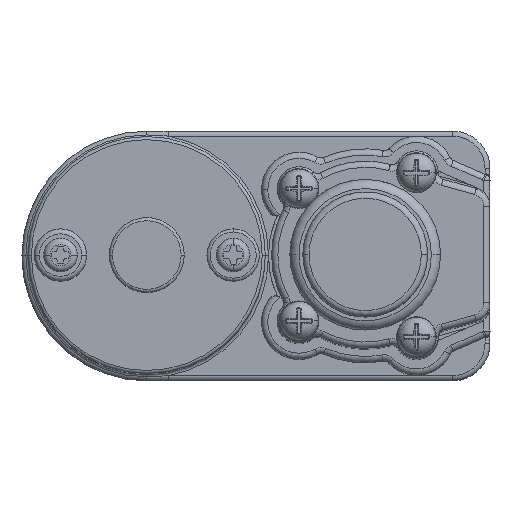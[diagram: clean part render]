
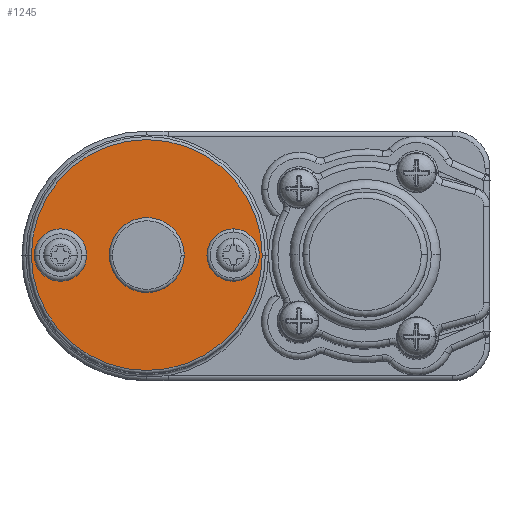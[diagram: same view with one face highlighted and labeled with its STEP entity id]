
A CAD part, top view. The second image highlights one B-rep face of the part: STEP entity #1245.
In plain terms, the highlighted planar face has unit normal (0, 0, 1).
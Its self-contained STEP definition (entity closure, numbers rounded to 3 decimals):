
#1 = VERTEX_POINT ( 'NONE', #7954 ) ;
#5 = EDGE_CURVE ( 'NONE', #1, #13821, #7949, .T. ) ;
#80 = VERTEX_POINT ( 'NONE', #8108 ) ;
#82 = EDGE_CURVE ( 'NONE', #80, #83, #8107, .T. ) ;
#83 = VERTEX_POINT ( 'NONE', #8102 ) ;
#1224 = ORIENTED_EDGE ( 'NONE', *, *, #1225, .F. ) ;
#1225 = EDGE_CURVE ( 'NONE', #20867, #9768, #10466, .T. ) ;
#1226 = ORIENTED_EDGE ( 'NONE', *, *, #9769, .F. ) ;
#1227 = EDGE_LOOP ( 'NONE', ( #1228, #1230 ) ) ;
#1228 = ORIENTED_EDGE ( 'NONE', *, *, #1229, .F. ) ;
#1229 = EDGE_CURVE ( 'NONE', #83, #80, #10461, .T. ) ;
#1230 = ORIENTED_EDGE ( 'NONE', *, *, #82, .F. ) ;
#1231 = EDGE_LOOP ( 'NONE', ( #1232, #1234 ) ) ;
#1232 = ORIENTED_EDGE ( 'NONE', *, *, #1233, .F. ) ;
#1233 = EDGE_CURVE ( 'NONE', #13821, #1, #10522, .T. ) ;
#1234 = ORIENTED_EDGE ( 'NONE', *, *, #5, .F. ) ;
#1245 = ADVANCED_FACE ( 'NONE', ( #10496, #10495, #10494, #10493 ), #10256, .T. ) ;
#1246 = EDGE_LOOP ( 'NONE', ( #1247, #1248 ) ) ;
#1247 = ORIENTED_EDGE ( 'NONE', *, *, #28204, .T. ) ;
#1248 = ORIENTED_EDGE ( 'NONE', *, *, #1249, .T. ) ;
#1249 = EDGE_CURVE ( 'NONE', #28201, #28207, #10556, .T. ) ;
#1250 = EDGE_LOOP ( 'NONE', ( #1224, #1226 ) ) ;
#7945 = DIRECTION ( 'NONE',  ( 1., 0., 0. ) ) ;
#7946 = DIRECTION ( 'NONE',  ( 0., 0., 1. ) ) ;
#7947 = CARTESIAN_POINT ( 'NONE',  ( 0., 0., 74.5 ) ) ;
#7948 = AXIS2_PLACEMENT_3D ( 'NONE', #7947, #7946, #7945 ) ;
#7949 = CIRCLE ( 'NONE', #7948, 6. ) ;
#7954 = CARTESIAN_POINT ( 'NONE',  ( 6., 0., 74.5 ) ) ;
#8102 = CARTESIAN_POINT ( 'NONE',  ( 14.839, 0., 74.5 ) ) ;
#8103 = DIRECTION ( 'NONE',  ( 1., 0., 0. ) ) ;
#8104 = DIRECTION ( 'NONE',  ( 0., 0., 1. ) ) ;
#8105 = CARTESIAN_POINT ( 'NONE',  ( 13.839, 0., 74.5 ) ) ;
#8106 = AXIS2_PLACEMENT_3D ( 'NONE', #8105, #8104, #8103 ) ;
#8107 = CIRCLE ( 'NONE', #8106, 1. ) ;
#8108 = CARTESIAN_POINT ( 'NONE',  ( 12.839, 0., 74.5 ) ) ;
#9768 = VERTEX_POINT ( 'NONE', #32315 ) ;
#9769 = EDGE_CURVE ( 'NONE', #9768, #20867, #32314, .T. ) ;
#10256 = PLANE ( 'NONE',  #10560 ) ;
#10461 = CIRCLE ( 'NONE', #10526, 1. ) ;
#10462 = DIRECTION ( 'NONE',  ( 1., 0., 0. ) ) ;
#10463 = DIRECTION ( 'NONE',  ( 0., 0., 1. ) ) ;
#10464 = CARTESIAN_POINT ( 'NONE',  ( -13.839, 0., 74.5 ) ) ;
#10465 = AXIS2_PLACEMENT_3D ( 'NONE', #10464, #10463, #10462 ) ;
#10466 = CIRCLE ( 'NONE', #10465, 4.2 ) ;
#10493 = FACE_BOUND ( 'NONE', #1231, .T. ) ;
#10494 = FACE_BOUND ( 'NONE', #1227, .T. ) ;
#10495 = FACE_BOUND ( 'NONE', #1250, .T. ) ;
#10496 = FACE_OUTER_BOUND ( 'NONE', #1246, .T. ) ;
#10518 = DIRECTION ( 'NONE',  ( 1., 0., 0. ) ) ;
#10519 = DIRECTION ( 'NONE',  ( 0., 0., 1. ) ) ;
#10520 = CARTESIAN_POINT ( 'NONE',  ( 0., 0., 74.5 ) ) ;
#10521 = AXIS2_PLACEMENT_3D ( 'NONE', #10520, #10519, #10518 ) ;
#10522 = CIRCLE ( 'NONE', #10521, 6. ) ;
#10523 = DIRECTION ( 'NONE',  ( 1., 0., 0. ) ) ;
#10524 = DIRECTION ( 'NONE',  ( 0., 0., 1. ) ) ;
#10525 = CARTESIAN_POINT ( 'NONE',  ( 13.839, 0., 74.5 ) ) ;
#10526 = AXIS2_PLACEMENT_3D ( 'NONE', #10525, #10524, #10523 ) ;
#10552 = DIRECTION ( 'NONE',  ( 1., 0., 0. ) ) ;
#10553 = DIRECTION ( 'NONE',  ( 0., 0., 1. ) ) ;
#10554 = CARTESIAN_POINT ( 'NONE',  ( 0., 0., 74.5 ) ) ;
#10555 = AXIS2_PLACEMENT_3D ( 'NONE', #10554, #10553, #10552 ) ;
#10556 = CIRCLE ( 'NONE', #10555, 18.5 ) ;
#10557 = DIRECTION ( 'NONE',  ( 1., 0., 0. ) ) ;
#10558 = DIRECTION ( 'NONE',  ( 0., 0., 1. ) ) ;
#10559 = CARTESIAN_POINT ( 'NONE',  ( 0., 0., 74.5 ) ) ;
#10560 = AXIS2_PLACEMENT_3D ( 'NONE', #10559, #10558, #10557 ) ;
#13821 = VERTEX_POINT ( 'NONE', #32348 ) ;
#20867 = VERTEX_POINT ( 'NONE', #32341 ) ;
#28201 = VERTEX_POINT ( 'NONE', #32484 ) ;
#28204 = EDGE_CURVE ( 'NONE', #28207, #28201, #32483, .T. ) ;
#28207 = VERTEX_POINT ( 'NONE', #32478 ) ;
#32310 = DIRECTION ( 'NONE',  ( 1., 0., 0. ) ) ;
#32311 = DIRECTION ( 'NONE',  ( 0., 0., 1. ) ) ;
#32312 = CARTESIAN_POINT ( 'NONE',  ( -13.839, 0., 74.5 ) ) ;
#32313 = AXIS2_PLACEMENT_3D ( 'NONE', #32312, #32311, #32310 ) ;
#32314 = CIRCLE ( 'NONE', #32313, 4.2 ) ;
#32315 = CARTESIAN_POINT ( 'NONE',  ( -9.639, 0., 74.5 ) ) ;
#32341 = CARTESIAN_POINT ( 'NONE',  ( -18.039, 0., 74.5 ) ) ;
#32348 = CARTESIAN_POINT ( 'NONE',  ( -6., 0., 74.5 ) ) ;
#32478 = CARTESIAN_POINT ( 'NONE',  ( 18.5, 0., 74.5 ) ) ;
#32479 = DIRECTION ( 'NONE',  ( 1., 0., 0. ) ) ;
#32480 = DIRECTION ( 'NONE',  ( 0., 0., 1. ) ) ;
#32481 = CARTESIAN_POINT ( 'NONE',  ( 0., 0., 74.5 ) ) ;
#32482 = AXIS2_PLACEMENT_3D ( 'NONE', #32481, #32480, #32479 ) ;
#32483 = CIRCLE ( 'NONE', #32482, 18.5 ) ;
#32484 = CARTESIAN_POINT ( 'NONE',  ( -18.5, 0., 74.5 ) ) ;
